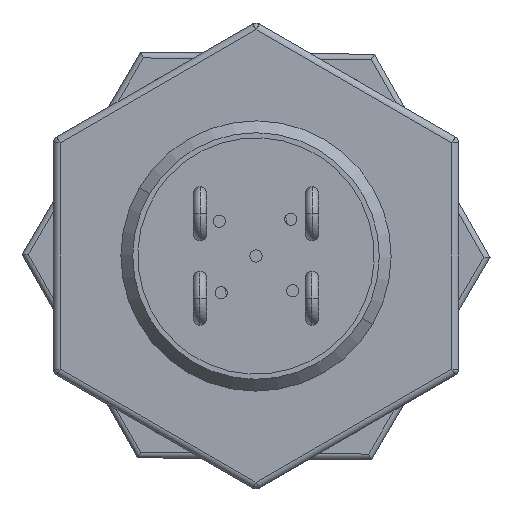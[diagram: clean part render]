
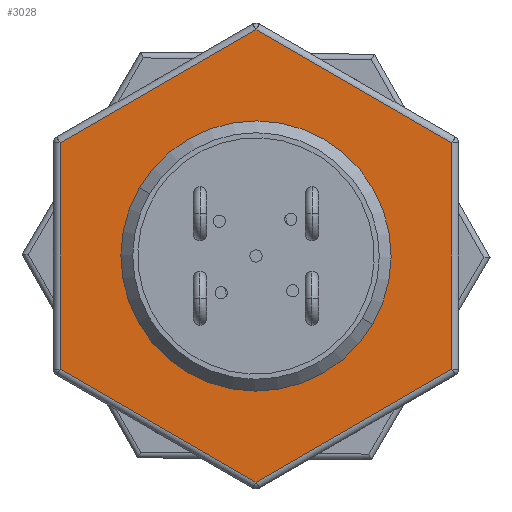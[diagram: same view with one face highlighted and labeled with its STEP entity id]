
A CAD part, front view. The second image highlights one B-rep face of the part: STEP entity #3028.
In plain terms, the highlighted planar face has unit normal (0, -1, 0).
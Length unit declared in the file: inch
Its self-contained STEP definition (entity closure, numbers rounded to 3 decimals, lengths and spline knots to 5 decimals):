
#190 = CARTESIAN_POINT ( 'NONE',  ( 0., -2.747, 0. ) ) ;
#191 = DIRECTION ( 'NONE',  ( 0., 1., 0. ) ) ;
#192 = DIRECTION ( 'NONE',  ( 0., 0., 1. ) ) ;
#766 = CARTESIAN_POINT ( 'NONE',  ( 0.40574, -2.747, -0.2381 ) ) ;
#788 = CARTESIAN_POINT ( 'NONE',  ( -0.40574, -2.747, 0.2381 ) ) ;
#800 = CARTESIAN_POINT ( 'NONE',  ( 0., -2.747, -0.83716 ) ) ;
#801 = CARTESIAN_POINT ( 'NONE',  ( 0., -2.747, 0.83716 ) ) ;
#808 = CARTESIAN_POINT ( 'NONE',  ( 0.725, -2.747, 0.41858 ) ) ;
#813 = CARTESIAN_POINT ( 'NONE',  ( -0.725, -2.747, -0.41858 ) ) ;
#817 = CARTESIAN_POINT ( 'NONE',  ( -0.725, -2.747, 0.41858 ) ) ;
#836 = CARTESIAN_POINT ( 'NONE',  ( 0.725, -2.747, -0.41858 ) ) ;
#1166 = AXIS2_PLACEMENT_3D ( 'NONE', #5765, #5756, #5755 ) ;
#1924 = CARTESIAN_POINT ( 'NONE',  ( 0.725, -2.747, -1.29904 ) ) ;
#1930 = CARTESIAN_POINT ( 'NONE',  ( 0.3625, -2.747, 0.62787 ) ) ;
#1931 = DIRECTION ( 'NONE',  ( -0.866, 0., 0.5 ) ) ;
#1932 = DIRECTION ( 'NONE',  ( 0., 0., 1. ) ) ;
#1933 = CARTESIAN_POINT ( 'NONE',  ( -0.7625, -2.747, -1.27739 ) ) ;
#1934 = DIRECTION ( 'NONE',  ( 0.866, 0., 0.5 ) ) ;
#1935 = CARTESIAN_POINT ( 'NONE',  ( -0.3625, -2.747, -0.62787 ) ) ;
#1936 = DIRECTION ( 'NONE',  ( 0.866, 0., -0.5 ) ) ;
#1937 = CARTESIAN_POINT ( 'NONE',  ( -0.725, -2.747, -1.29904 ) ) ;
#1938 = DIRECTION ( 'NONE',  ( 0., 0., -1. ) ) ;
#1939 = CARTESIAN_POINT ( 'NONE',  ( -1.4875, -2.747, -0.02165 ) ) ;
#1940 = DIRECTION ( 'NONE',  ( -0.866, 0., -0.5 ) ) ;
#2203 = CARTESIAN_POINT ( 'NONE',  ( 0., -2.747, 0. ) ) ;
#2204 = DIRECTION ( 'NONE',  ( 0., 1., 0. ) ) ;
#2205 = DIRECTION ( 'NONE',  ( 0., 0., 1. ) ) ;
#2502 = CIRCLE ( 'NONE', #7791, 0.47045 ) ;
#2558 = CIRCLE ( 'NONE', #7818, 0.47045 ) ;
#3028 = ADVANCED_FACE ( 'NONE', ( #8275, #8283 ), #5758, .F. ) ;
#4239 = EDGE_LOOP ( 'NONE', ( #6193, #6192, #6191, #6190, #6189, #6188 ) ) ;
#4248 = EDGE_LOOP ( 'NONE', ( #6187, #6186 ) ) ;
#5755 = DIRECTION ( 'NONE',  ( 1., 0., 0. ) ) ;
#5756 = DIRECTION ( 'NONE',  ( 0., 1., 0. ) ) ;
#5758 = PLANE ( 'NONE',  #1166 ) ;
#5765 = CARTESIAN_POINT ( 'NONE',  ( -0.75, -2.747, -1.29904 ) ) ;
#6186 = ORIENTED_EDGE ( 'NONE', *, *, #7023, .T. ) ;
#6187 = ORIENTED_EDGE ( 'NONE', *, *, #7063, .T. ) ;
#6188 = ORIENTED_EDGE ( 'NONE', *, *, #6922, .T. ) ;
#6189 = ORIENTED_EDGE ( 'NONE', *, *, #6923, .T. ) ;
#6190 = ORIENTED_EDGE ( 'NONE', *, *, #6924, .T. ) ;
#6191 = ORIENTED_EDGE ( 'NONE', *, *, #6925, .T. ) ;
#6192 = ORIENTED_EDGE ( 'NONE', *, *, #6926, .T. ) ;
#6193 = ORIENTED_EDGE ( 'NONE', *, *, #6927, .T. ) ;
#6922 = EDGE_CURVE ( 'NONE', #7491, #7484, #8967, .T. ) ;
#6923 = EDGE_CURVE ( 'NONE', #7519, #7491, #8965, .T. ) ;
#6924 = EDGE_CURVE ( 'NONE', #7483, #7519, #8971, .T. ) ;
#6925 = EDGE_CURVE ( 'NONE', #7496, #7483, #8973, .T. ) ;
#6926 = EDGE_CURVE ( 'NONE', #7500, #7496, #8975, .T. ) ;
#6927 = EDGE_CURVE ( 'NONE', #7484, #7500, #8977, .T. ) ;
#7023 = EDGE_CURVE ( 'NONE', #7471, #7449, #2502, .T. ) ;
#7063 = EDGE_CURVE ( 'NONE', #7449, #7471, #2558, .T. ) ;
#7449 = VERTEX_POINT ( 'NONE', #766 ) ;
#7471 = VERTEX_POINT ( 'NONE', #788 ) ;
#7483 = VERTEX_POINT ( 'NONE', #800 ) ;
#7484 = VERTEX_POINT ( 'NONE', #801 ) ;
#7491 = VERTEX_POINT ( 'NONE', #808 ) ;
#7496 = VERTEX_POINT ( 'NONE', #813 ) ;
#7500 = VERTEX_POINT ( 'NONE', #817 ) ;
#7519 = VERTEX_POINT ( 'NONE', #836 ) ;
#7791 = AXIS2_PLACEMENT_3D ( 'NONE', #2203, #2204, #2205 ) ;
#7818 = AXIS2_PLACEMENT_3D ( 'NONE', #190, #191, #192 ) ;
#8275 = FACE_OUTER_BOUND ( 'NONE', #4239, .T. ) ;
#8283 = FACE_BOUND ( 'NONE', #4248, .T. ) ;
#8965 = LINE ( 'NONE', #1924, #8972 ) ;
#8967 = LINE ( 'NONE', #1930, #8970 ) ;
#8970 = VECTOR ( 'NONE', #1931, 39.37008 ) ;
#8971 = LINE ( 'NONE', #1933, #8974 ) ;
#8972 = VECTOR ( 'NONE', #1932, 39.37008 ) ;
#8973 = LINE ( 'NONE', #1935, #8976 ) ;
#8974 = VECTOR ( 'NONE', #1934, 39.37008 ) ;
#8975 = LINE ( 'NONE', #1937, #8978 ) ;
#8976 = VECTOR ( 'NONE', #1936, 39.37008 ) ;
#8977 = LINE ( 'NONE', #1939, #8980 ) ;
#8978 = VECTOR ( 'NONE', #1938, 39.37008 ) ;
#8980 = VECTOR ( 'NONE', #1940, 39.37008 ) ;
